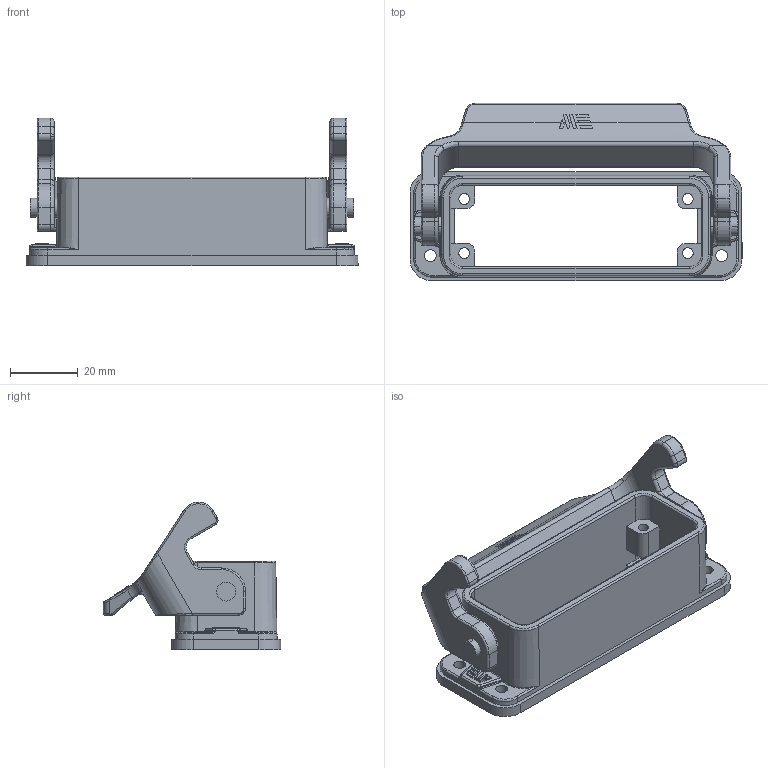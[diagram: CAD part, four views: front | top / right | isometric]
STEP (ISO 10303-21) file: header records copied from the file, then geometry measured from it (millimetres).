
FILE_DESCRIPTION (( 'STEP AP203' ), '1' );
FILE_NAME ('293602.step', '2025-02-12T17:37:39', ( '' ), ( '' ), 'SwSTEP 2.0', 'SolidWorks 2024', '' );
FILE_SCHEMA (( 'CONFIG_CONTROL_DESIGN' ));
Length unit declared in the file: inch
Products named in the file (1): 293602
Bounding box: 98.04 x 52.36 x 43.65 mm (x, y, z)
Volume: 32611.7 mm3; surface area: 21617.1 mm2
Topology: 1 solids, 1 shells, 485 faces, 1177 edges, 703 vertices
Faces by surface type: cylinder 203, plane 174, bspline 87, cone 12, torus 9
Entity records: 16711 total; most frequent: CARTESIAN_POINT 6047, ORIENTED_EDGE 2334, DIRECTION 2046, EDGE_CURVE 1167, VERTEX_POINT 703, AXIS2_PLACEMENT_3D 697, VECTOR 652, LINE 652
